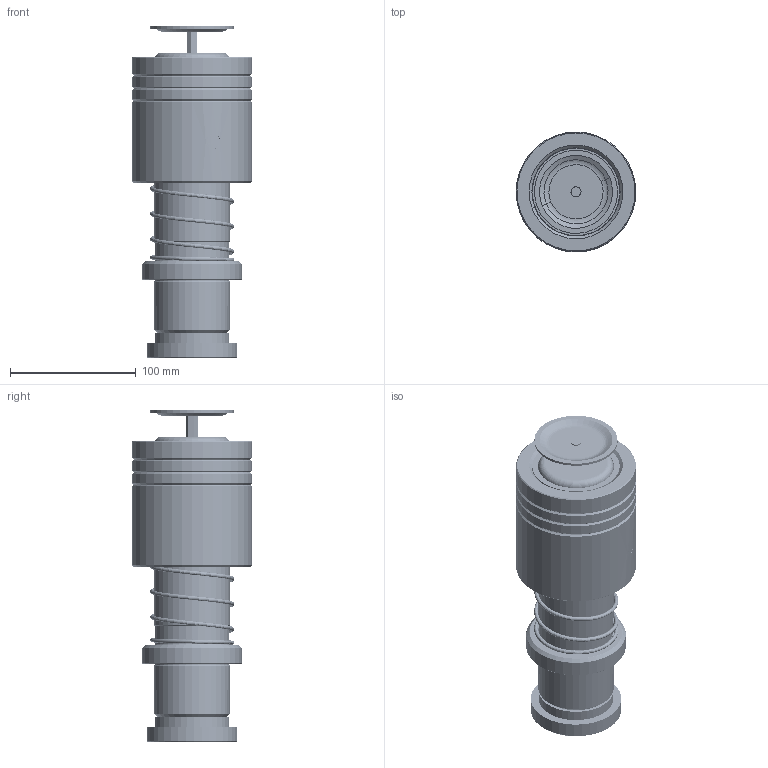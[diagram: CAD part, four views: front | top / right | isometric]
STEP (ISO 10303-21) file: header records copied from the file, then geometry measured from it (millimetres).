
FILE_DESCRIPTION (( 'STEP AP214' ), '1' );
FILE_NAME ('HMSH(HMJH)-D60-L180(BL-100).STEP', '2021-08-17T03:56:00', ( '' ), ( '' ), 'SwSTEP 2.0', 'SolidWorks 2016', '' );
FILE_SCHEMA (( 'AUTOMOTIVE_DESIGN' ));
Length unit declared in the file: millimetre
Products named in the file (309): BALL-D5; DRPM-D60-L180; DRPM蹟簽D60; HWP-D66.9-60.5-L90; HMSH(HMJH)-D60-L180(BL-100); BSH-69.5-60.5-L90; GTM-66; BSH-D69.5-60.5-L90郪蚾; GTM-M16蹟簽 -; GTM-3-縐种; GTM-66郪蚾; TBB-D95-d70-L100
Assembly tree (301 placements, depth 3):
  BALL-D5
  BALL-D5
  BALL-D5
  BALL-D5
  DRPM-D60-L180
Bounding box: 95 x 95 x 263.52 mm (x, y, z)
Volume: 1121980.6 mm3; surface area: 230358.5 mm2
Topology: 294 solids, 294 shells, 1360 faces, 5663 edges, 3759 vertices
Faces by surface type: sphere 1144, cylinder 68, plane 49, cone 46, torus 32, bspline 21
Entity records: 60254 total; most frequent: CARTESIAN_POINT 34591, ORIENTED_EDGE 4436, DIRECTION 3933, EDGE_CURVE 2218, AXIS2_PLACEMENT_3D 1877, VERTEX_POINT 1451, EDGE_LOOP 1377, B_SPLINE_CURVE_WITH_KNOTS 1220
